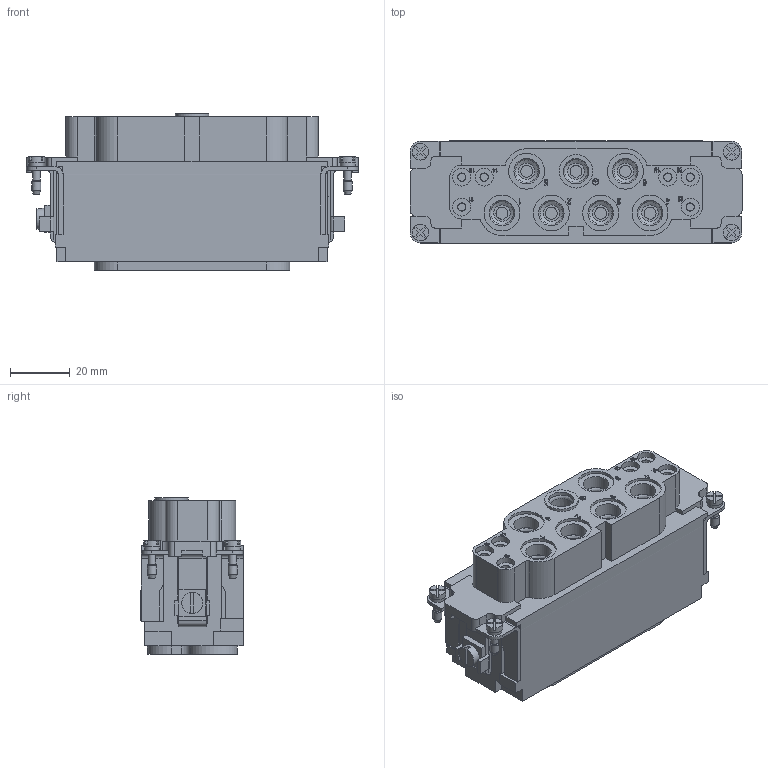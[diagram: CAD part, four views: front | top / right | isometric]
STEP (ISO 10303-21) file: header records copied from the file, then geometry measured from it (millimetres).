
FILE_DESCRIPTION(/* description */ (''),/* implementation_level */ '2;1');
FILE_NAME(/* name */ 'HK-006-6-F.stp',/* time_stamp */ '2023-02-09T00:29:01+08:00',/* author */ (''),/* organization */ (''),/* preprocessor_version */ 'ST-DEVELOPER v16',/* originating_system */ 'SIEMENS PLM Software NX 10.0',/* authorisation */ '');
FILE_SCHEMA (('AUTOMOTIVE_DESIGN { 1 0 10303 214 3 1 1 1 }'));
Length unit declared in the file: millimetre
Products named in the file (1): Admi0A2C26ACrp71
Bounding box: 111 x 34.2 x 52.2 mm (x, y, z)
Volume: 117403.8 mm3; surface area: 37288 mm2
Topology: 1 solids, 1 shells, 1455 faces, 3897 edges, 2560 vertices
Faces by surface type: plane 763, extrusion 411, cylinder 184, cone 69, torus 21, bspline 7
Full cylindrical faces by diameter (mm): 2 x1, 2.135 x1, 2.4 x1, 2.5 x4, 2.562 x1, 2.8 x6, 3 x4, 3.05 x6, 3.35 x1, 3.6 x6, 4 x7, 5 x4, 5.5 x11, 6 x13, 7 x1, 7.2 x7, 8 x14, 8.5 x14, 11.2 x1, 11.4 x1, 12 x13
Entity records: 45656 total; most frequent: CARTESIAN_POINT 12034, ORIENTED_EDGE 7164, DIRECTION 5723, EDGE_CURVE 3582, VECTOR 2613, VERTEX_POINT 2460, LINE 2202, EDGE_LOOP 1795
